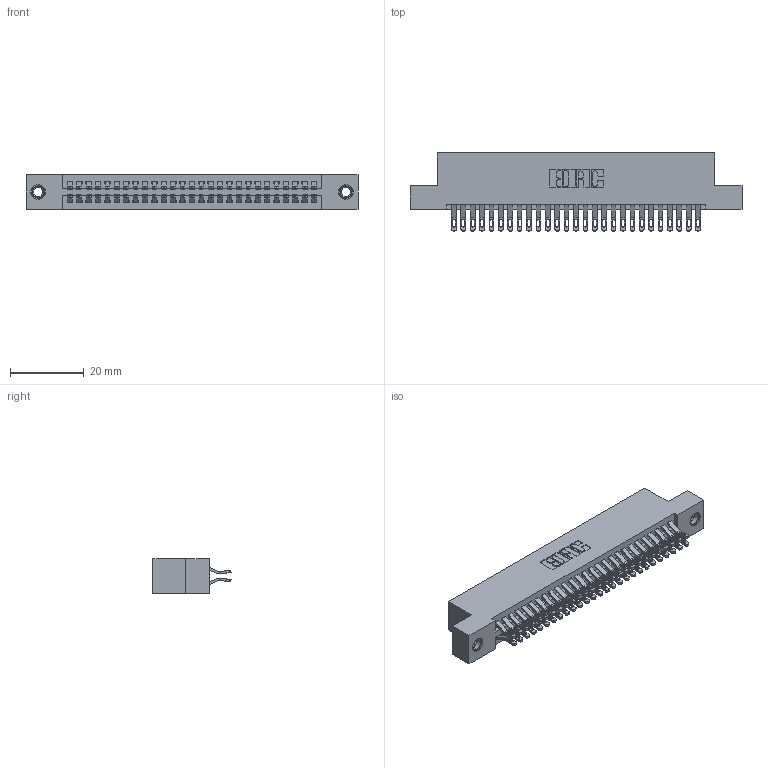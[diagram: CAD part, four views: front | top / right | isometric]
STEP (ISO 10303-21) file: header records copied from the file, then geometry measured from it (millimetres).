
FILE_DESCRIPTION (( 'STEP AP203' ), '1' );
FILE_NAME ('395-054-555-207.STEP', '2019-10-19T17:19:08', ( '' ), ( '' ), 'SwSTEP 2.0', 'SolidWorks 2016', '' );
FILE_SCHEMA (( 'CONFIG_CONTROL_DESIGN' ));
Length unit declared in the file: inch
Products named in the file (4): 345-250-001_345-250-005-103; 395-054-555-207; 345 Part_Flush Mounting Lugs - 0.156 Dia-TI; 345-292-001_555 Tail
Assembly tree (57 placements, depth 2):
  395-054-555-207
    345 Part_Flush Mounting Lugs - 0.156 Dia-TI
    345-292-001_555 Tail  x54
    345-250-001_345-250-005-103  x2
Bounding box: 89.79 x 21.13 x 9.4 mm (x, y, z)
Volume: 8726.1 mm3; surface area: 13180.7 mm2
Topology: 57 solids, 57 shells, 3210 faces, 10035 edges, 6682 vertices
Faces by surface type: plane 1786, cylinder 1408, cone 12, torus 4
Entity records: 24716 total; most frequent: CARTESIAN_POINT 4173, ORIENTED_EDGE 4070, DIRECTION 3693, EDGE_CURVE 2035, VECTOR 1755, LINE 1755, VERTEX_POINT 1352, AXIS2_PLACEMENT_3D 969
